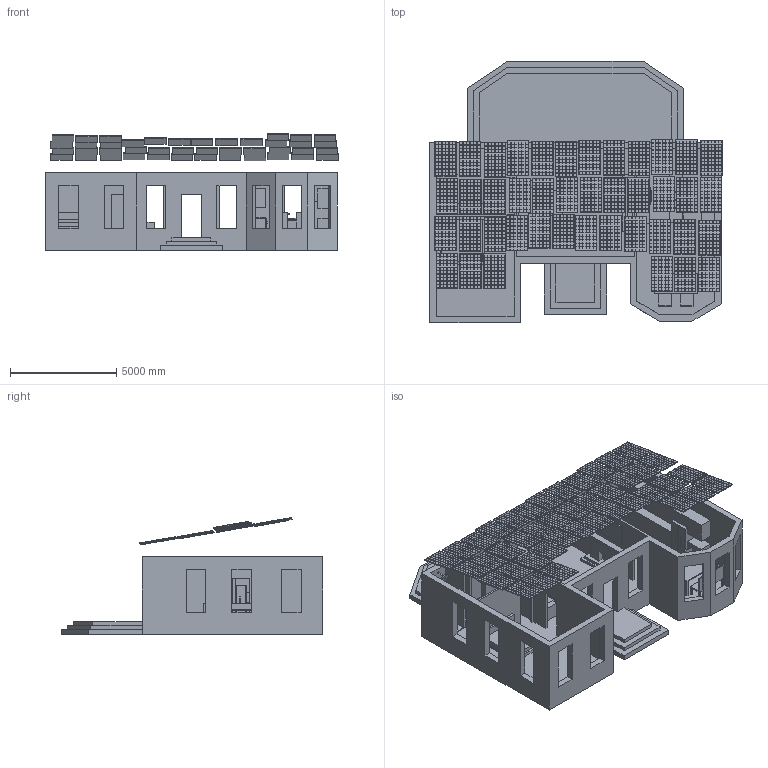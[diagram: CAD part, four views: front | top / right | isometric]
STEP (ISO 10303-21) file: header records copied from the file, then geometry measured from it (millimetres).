
FILE_DESCRIPTION(/* description */ ('STEP AP242','CAx-IF Rec.Pracs.---Representation and Presentation of Product Manufacturing Information (PMI)---4.0---2014-10-13','CAx-IF Rec.Pracs.---3D Tessellated Geometry---0.4---2014-09-14','2;1'),/* implementation_level */ '2;1');
FILE_NAME(/* name */ '66b36744264d8218045b9dde',/* time_stamp */ '2024-08-07T12:23:34Z',/* author */ (''),/* organization */ (''),/* preprocessor_version */ 'ST-DEVELOPER v20',/* originating_system */ ' ',/* authorisation */ ' ');
FILE_SCHEMA (('AP242_MANAGED_MODEL_BASED_3D_ENGINEERING_MIM_LF { 1 0 10303 442 1 1 4 }'));
Length unit declared in the file: metre
Products named in the file (7): Assembly 2; Part 1; Part 3; Part 5; Part 2; Part 4
Assembly tree (47 placements, depth 2):
  Assembly 2
    Part 1  x42
    Part 3
    Part 5
    Part 2
    Part 1
    Part 4
Bounding box: 13742.11 x 12280.9 x 5488.3 mm (x, y, z)
Volume: 142977476518.7 mm3; surface area: 890647998.2 mm2
Topology: 47 solids, 47 shells, 13370 faces, 32227 edges, 21484 vertices
Faces by surface type: plane 13342, cylinder 25, cone 2, bspline 1
Full cylindrical faces by diameter (mm): 50.8 x8, 61.712 x1, 190.5 x2, 254 x2
Entity records: 26397 total; most frequent: CARTESIAN_POINT 4928, ORIENTED_EDGE 4394, DIRECTION 3991, EDGE_CURVE 2197, LINE 2145, VECTOR 2145, VERTEX_POINT 1475, FACE_BOUND 996
